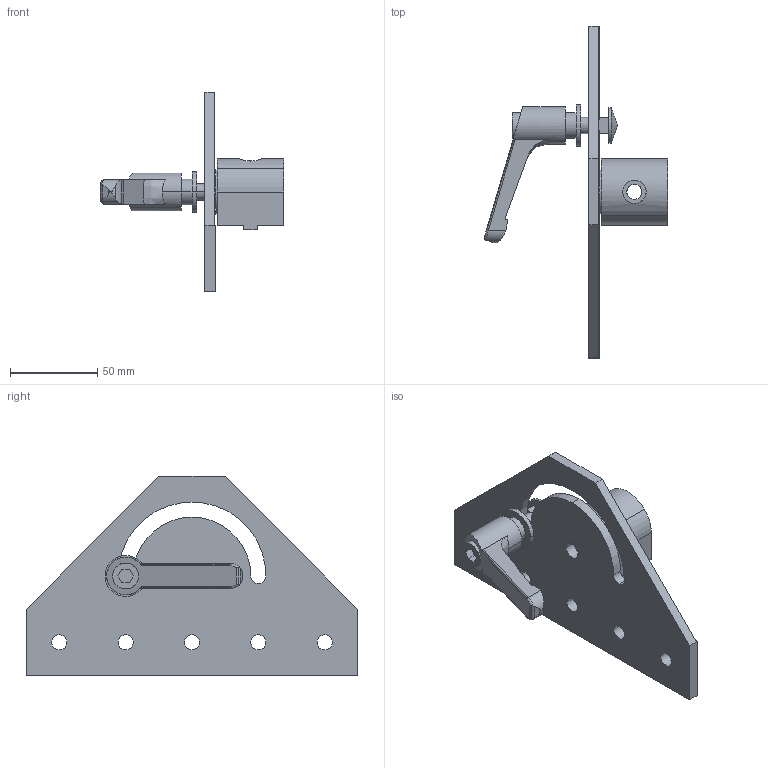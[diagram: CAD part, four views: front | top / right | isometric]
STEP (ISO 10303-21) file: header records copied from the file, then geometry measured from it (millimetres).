
FILE_DESCRIPTION((''),'2;1');
FILE_NAME('15HI8879.stp','2006-03-13T15:32:58',('Shawn Mantel'),('Faztek, LLC'),'Mechanical Desktop 2005','Mechanical Desktop 2005',', , ');
FILE_SCHEMA(('CONFIG_CONTROL_DESIGN'));
Length unit declared in the file: inch
Products named in the file (1): Product
Bounding box: 105.12 x 190.5 x 114.3 mm (x, y, z)
Volume: 154393.2 mm3; surface area: 55072.6 mm2
Topology: 7 solids, 7 shells, 136 faces, 341 edges, 224 vertices
Faces by surface type: cylinder 69, plane 47, bspline 18, cone 2
Entity records: 4844 total; most frequent: CARTESIAN_POINT 1467, ORIENTED_EDGE 678, DIRECTION 671, EDGE_CURVE 339, AXIS2_PLACEMENT_3D 251, VERTEX_POINT 224, VECTOR 169, LINE 169
